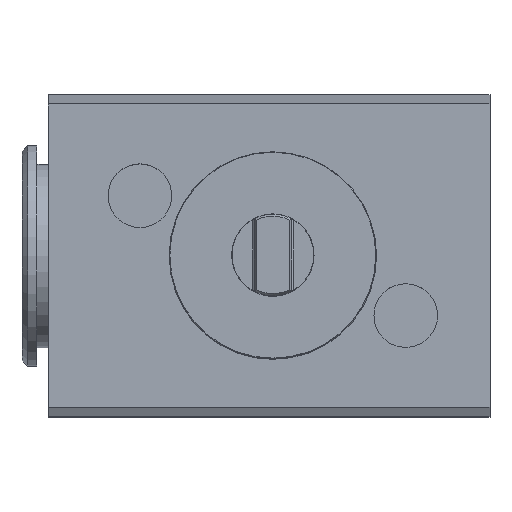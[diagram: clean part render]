
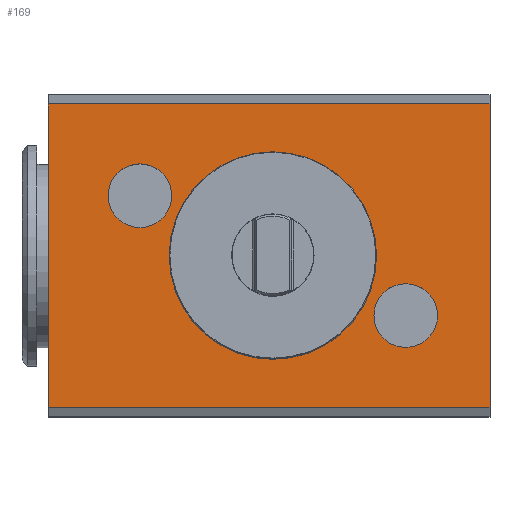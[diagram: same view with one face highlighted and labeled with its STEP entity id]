
A CAD part, top view. The second image highlights one B-rep face of the part: STEP entity #169.
In plain terms, the highlighted planar face has unit normal (0, 0, 1).
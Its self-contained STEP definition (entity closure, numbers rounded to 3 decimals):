
#114=FACE_BOUND('',#297,.T.);
#115=FACE_BOUND('',#298,.T.);
#116=FACE_BOUND('',#299,.T.);
#117=FACE_BOUND('',#300,.T.);
#169=ADVANCED_FACE('',(#114,#115,#116,#117),#194,.F.);
#194=PLANE('',#860);
#297=EDGE_LOOP('',(#513));
#298=EDGE_LOOP('',(#514));
#299=EDGE_LOOP('',(#515,#516,#517,#518));
#300=EDGE_LOOP('',(#519));
#327=CIRCLE('',#820,8.5);
#329=CIRCLE('',#824,8.5);
#331=CIRCLE('',#828,27.7);
#513=ORIENTED_EDGE('',*,*,#641,.F.);
#514=ORIENTED_EDGE('',*,*,#643,.F.);
#515=ORIENTED_EDGE('',*,*,#669,.T.);
#516=ORIENTED_EDGE('',*,*,#661,.T.);
#517=ORIENTED_EDGE('',*,*,#667,.F.);
#518=ORIENTED_EDGE('',*,*,#671,.F.);
#519=ORIENTED_EDGE('',*,*,#645,.F.);
#559=VERTEX_POINT('',#1353);
#561=VERTEX_POINT('',#1359);
#563=VERTEX_POINT('',#1365);
#578=VERTEX_POINT('',#1408);
#579=VERTEX_POINT('',#1410);
#582=VERTEX_POINT('',#1422);
#583=VERTEX_POINT('',#1426);
#641=EDGE_CURVE('',#559,#559,#327,.T.);
#643=EDGE_CURVE('',#561,#561,#329,.T.);
#645=EDGE_CURVE('',#563,#563,#331,.T.);
#661=EDGE_CURVE('',#579,#578,#697,.T.);
#667=EDGE_CURVE('',#582,#578,#703,.T.);
#669=EDGE_CURVE('',#583,#579,#705,.T.);
#671=EDGE_CURVE('',#583,#582,#707,.T.);
#697=LINE('',#1409,#733);
#703=LINE('',#1421,#739);
#705=LINE('',#1425,#741);
#707=LINE('',#1429,#743);
#733=VECTOR('',#1070,1.);
#739=VECTOR('',#1082,1.);
#741=VECTOR('',#1086,1.);
#743=VECTOR('',#1090,1.);
#820=AXIS2_PLACEMENT_3D('',#1352,#999,#1000);
#824=AXIS2_PLACEMENT_3D('',#1358,#1007,#1008);
#828=AXIS2_PLACEMENT_3D('',#1364,#1015,#1016);
#860=AXIS2_PLACEMENT_3D('',#1431,#1093,#1094);
#999=DIRECTION('',(0.,0.,1.));
#1000=DIRECTION('',(1.,0.,0.));
#1007=DIRECTION('',(0.,0.,1.));
#1008=DIRECTION('',(1.,0.,0.));
#1015=DIRECTION('',(0.,0.,1.));
#1016=DIRECTION('',(-1.,0.,0.));
#1070=DIRECTION('',(0.,1.,0.));
#1082=DIRECTION('',(1.,0.,0.));
#1086=DIRECTION('',(1.,0.,0.));
#1090=DIRECTION('',(0.,1.,0.));
#1093=DIRECTION('',(0.,0.,-1.));
#1094=DIRECTION('',(-1.,0.,0.));
#1352=CARTESIAN_POINT('',(35.5,-16.,0.));
#1353=CARTESIAN_POINT('',(44.,-16.,0.));
#1358=CARTESIAN_POINT('',(-35.5,16.,0.));
#1359=CARTESIAN_POINT('',(-27.,16.,0.));
#1364=CARTESIAN_POINT('',(0.,0.,0.));
#1365=CARTESIAN_POINT('',(-27.7,0.,0.));
#1408=CARTESIAN_POINT('',(58.,40.5,0.));
#1409=CARTESIAN_POINT('',(58.,-40.5,0.));
#1410=CARTESIAN_POINT('',(58.,-40.5,0.));
#1421=CARTESIAN_POINT('',(-60.,40.5,0.));
#1422=CARTESIAN_POINT('',(-60.,40.5,0.));
#1425=CARTESIAN_POINT('',(-60.,-40.5,0.));
#1426=CARTESIAN_POINT('',(-60.,-40.5,0.));
#1429=CARTESIAN_POINT('',(-60.,-40.5,0.));
#1431=CARTESIAN_POINT('',(-60.,-40.5,0.));
